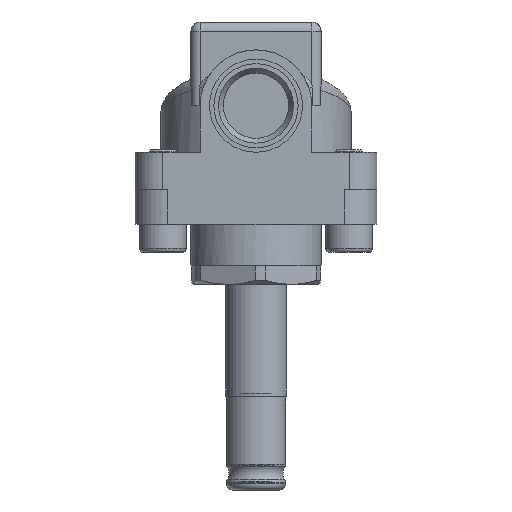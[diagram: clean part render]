
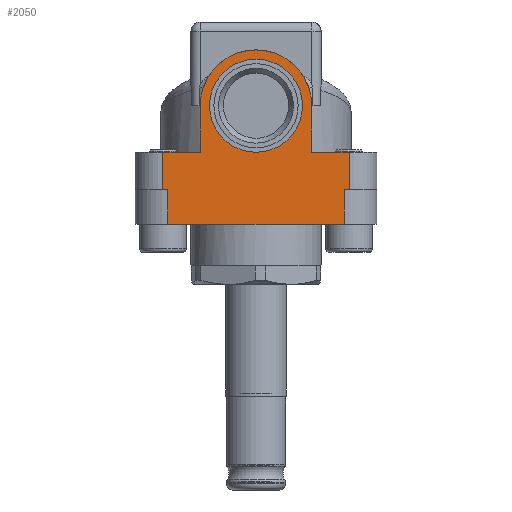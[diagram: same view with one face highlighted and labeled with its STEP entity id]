
A CAD part, left-side view. The second image highlights one B-rep face of the part: STEP entity #2050.
In plain terms, the highlighted planar face has unit normal (-1, 0, 0).
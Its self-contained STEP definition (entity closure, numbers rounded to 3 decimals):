
#1479=CARTESIAN_POINT('',(-33.809,-19.524,64.7));
#1480=VERTEX_POINT('',#1479);
#1488=CARTESIAN_POINT('',(-33.809,18.476,64.7));
#1489=VERTEX_POINT('',#1488);
#1490=CARTESIAN_POINT('',(-33.809,-19.524,64.7));
#1491=DIRECTION('',(0.,1.,0.));
#1492=VECTOR('',#1491,38.);
#1493=LINE('',#1490,#1492);
#1494=EDGE_CURVE('NONE',#1480,#1489,#1493,.T.);
#1905=CARTESIAN_POINT('',(-33.809,18.476,72.2));
#1906=VERTEX_POINT('',#1905);
#1907=CARTESIAN_POINT('',(-33.809,18.476,64.7));
#1908=DIRECTION('',(0.,0.,1.));
#1909=VECTOR('',#1908,7.5);
#1910=LINE('',#1907,#1909);
#1911=EDGE_CURVE('NONE',#1489,#1906,#1910,.T.);
#1913=CARTESIAN_POINT('',(-33.809,18.479,72.2));
#1914=VERTEX_POINT('',#1913);
#1915=CARTESIAN_POINT('',(-33.809,18.476,72.2));
#1916=DIRECTION('',(-0.,1.,0.));
#1917=VECTOR('',#1916,0.003);
#1918=LINE('',#1915,#1917);
#1919=EDGE_CURVE('NONE',#1906,#1914,#1918,.T.);
#1933=CARTESIAN_POINT('',(-33.809,-19.524,72.2));
#1934=DIRECTION('',(1.,0.,0.));
#1935=DIRECTION('',(-0.,1.,0.));
#1936=AXIS2_PLACEMENT_3D('',#1933,#1934,#1935);
#1937=PLANE('',#1936);
#1938=CARTESIAN_POINT('',(-33.809,-19.524,72.2));
#1939=VERTEX_POINT('',#1938);
#1940=CARTESIAN_POINT('',(-33.809,-19.524,72.2));
#1941=DIRECTION('',(-0.,-0.,-1.));
#1942=VECTOR('',#1941,7.5);
#1943=LINE('',#1940,#1942);
#1944=EDGE_CURVE('NONE',#1939,#1480,#1943,.T.);
#1945=ORIENTED_EDGE('',*,*,#1944,.F.);
#1946=CARTESIAN_POINT('',(-33.809,-19.526,72.2));
#1947=VERTEX_POINT('',#1946);
#1948=CARTESIAN_POINT('',(-33.809,-19.524,72.2));
#1949=DIRECTION('',(0.,-1.,-0.));
#1950=VECTOR('',#1949,0.003);
#1951=LINE('',#1948,#1950);
#1952=EDGE_CURVE('',#1939,#1947,#1951,.T.);
#1953=ORIENTED_EDGE('',*,*,#1952,.T.);
#1954=CARTESIAN_POINT('',(-33.809,-20.524,72.2));
#1955=VERTEX_POINT('',#1954);
#1956=CARTESIAN_POINT('',(-33.809,-19.526,72.2));
#1957=DIRECTION('',(0.,-1.,-0.));
#1958=VECTOR('',#1957,0.997);
#1959=LINE('',#1956,#1958);
#1960=EDGE_CURVE('',#1947,#1955,#1959,.T.);
#1961=ORIENTED_EDGE('',*,*,#1960,.T.);
#1962=CARTESIAN_POINT('',(-33.809,-20.524,80.2));
#1963=VERTEX_POINT('',#1962);
#1964=CARTESIAN_POINT('',(-33.809,-20.524,72.2));
#1965=DIRECTION('',(0.,0.,1.));
#1966=VECTOR('',#1965,8.);
#1967=LINE('',#1964,#1966);
#1968=EDGE_CURVE('NONE',#1955,#1963,#1967,.T.);
#1969=ORIENTED_EDGE('',*,*,#1968,.T.);
#1970=CARTESIAN_POINT('',(-33.809,-12.524,80.2));
#1971=VERTEX_POINT('',#1970);
#1972=CARTESIAN_POINT('',(-33.809,-20.524,80.2));
#1973=DIRECTION('',(-0.,1.,0.));
#1974=VECTOR('',#1973,8.);
#1975=LINE('',#1972,#1974);
#1976=EDGE_CURVE('NONE',#1963,#1971,#1975,.T.);
#1977=ORIENTED_EDGE('',*,*,#1976,.T.);
#1978=CARTESIAN_POINT('',(-33.809,-12.524,90.2));
#1979=VERTEX_POINT('',#1978);
#1980=CARTESIAN_POINT('',(-33.809,-12.524,80.2));
#1981=DIRECTION('',(0.,0.,1.));
#1982=VECTOR('',#1981,10.);
#1983=LINE('',#1980,#1982);
#1984=EDGE_CURVE('',#1971,#1979,#1983,.T.);
#1985=ORIENTED_EDGE('',*,*,#1984,.T.);
#1986=CARTESIAN_POINT('',(-33.809,11.476,90.2));
#1987=VERTEX_POINT('',#1986);
#1988=CARTESIAN_POINT('',(-33.809,-0.524,90.2));
#1989=DIRECTION('',(1.,0.,-0.));
#1990=DIRECTION('',(-0.,1.,0.));
#1991=AXIS2_PLACEMENT_3D('',#1988,#1989,#1990);
#1992=CIRCLE('',#1991,12.);
#1993=EDGE_CURVE('NONE',#1987,#1979,#1992,.T.);
#1994=ORIENTED_EDGE('',*,*,#1993,.F.);
#1995=CARTESIAN_POINT('',(-33.809,11.476,80.2));
#1996=VERTEX_POINT('',#1995);
#1997=CARTESIAN_POINT('',(-33.809,11.476,90.2));
#1998=DIRECTION('',(-0.,-0.,-1.));
#1999=VECTOR('',#1998,10.);
#2000=LINE('',#1997,#1999);
#2001=EDGE_CURVE('NONE',#1987,#1996,#2000,.T.);
#2002=ORIENTED_EDGE('',*,*,#2001,.T.);
#2003=CARTESIAN_POINT('',(-33.809,19.476,80.2));
#2004=VERTEX_POINT('',#2003);
#2005=CARTESIAN_POINT('',(-33.809,11.476,80.2));
#2006=DIRECTION('',(-0.,1.,0.));
#2007=VECTOR('',#2006,8.);
#2008=LINE('',#2005,#2007);
#2009=EDGE_CURVE('',#1996,#2004,#2008,.T.);
#2010=ORIENTED_EDGE('',*,*,#2009,.T.);
#2011=CARTESIAN_POINT('',(-33.809,19.476,72.2));
#2012=VERTEX_POINT('',#2011);
#2013=CARTESIAN_POINT('',(-33.809,19.476,80.2));
#2014=DIRECTION('',(-0.,-0.,-1.));
#2015=VECTOR('',#2014,8.);
#2016=LINE('',#2013,#2015);
#2017=EDGE_CURVE('NONE',#2004,#2012,#2016,.T.);
#2018=ORIENTED_EDGE('',*,*,#2017,.T.);
#2019=CARTESIAN_POINT('',(-33.809,19.476,72.2));
#2020=DIRECTION('',(0.,-1.,-0.));
#2021=VECTOR('',#2020,0.997);
#2022=LINE('',#2019,#2021);
#2023=EDGE_CURVE('NONE',#2012,#1914,#2022,.T.);
#2024=ORIENTED_EDGE('',*,*,#2023,.T.);
#2025=ORIENTED_EDGE('',*,*,#1919,.F.);
#2026=ORIENTED_EDGE('',*,*,#1911,.F.);
#2027=ORIENTED_EDGE('',*,*,#1494,.F.);
#2028=EDGE_LOOP('',(#1945,#1953,#1961,#1969,#1977,#1985,#1994,#2002,#2010,#2018,#2024,#2025,#2026,#2027));
#2029=FACE_BOUND('',#2028,.T.);
#2030=CARTESIAN_POINT('',(-33.809,-10.524,90.2));
#2031=VERTEX_POINT('',#2030);
#2032=CARTESIAN_POINT('',(-33.809,9.476,90.2));
#2033=VERTEX_POINT('',#2032);
#2034=CARTESIAN_POINT('',(-33.809,-0.524,90.2));
#2035=DIRECTION('',(1.,0.,0.));
#2036=DIRECTION('',(0.,-1.,0.));
#2037=AXIS2_PLACEMENT_3D('',#2034,#2035,#2036);
#2038=CIRCLE('',#2037,10.);
#2039=EDGE_CURVE('NONE',#2031,#2033,#2038,.T.);
#2040=ORIENTED_EDGE('',*,*,#2039,.T.);
#2041=CARTESIAN_POINT('',(-33.809,-0.524,90.2));
#2042=DIRECTION('',(1.,0.,0.));
#2043=DIRECTION('',(0.,-1.,0.));
#2044=AXIS2_PLACEMENT_3D('',#2041,#2042,#2043);
#2045=CIRCLE('',#2044,10.);
#2046=EDGE_CURVE('NONE',#2033,#2031,#2045,.T.);
#2047=ORIENTED_EDGE('',*,*,#2046,.T.);
#2048=EDGE_LOOP('',(#2040,#2047));
#2049=FACE_BOUND('',#2048,.T.);
#2050=ADVANCED_FACE('NONE',(#2029,#2049),#1937,.F.);
